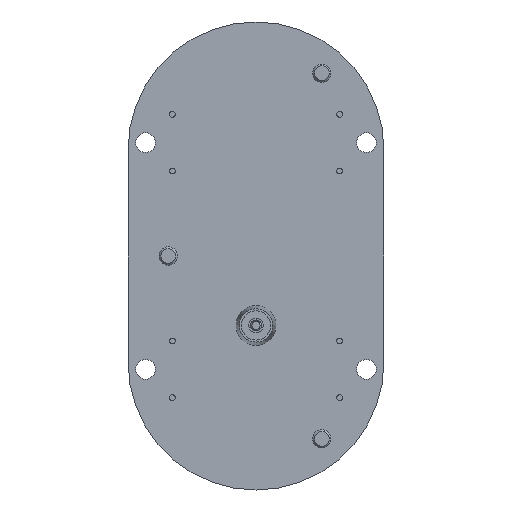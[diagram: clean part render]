
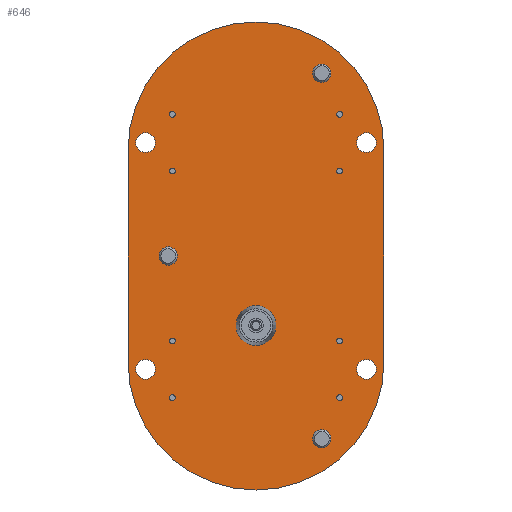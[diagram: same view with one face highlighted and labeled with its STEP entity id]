
A CAD part, front view. The second image highlights one B-rep face of the part: STEP entity #646.
In plain terms, the highlighted planar face has unit normal (0, -1, 0).
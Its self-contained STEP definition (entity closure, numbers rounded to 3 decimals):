
#36=FACE_BOUND('',#168,.T.);
#37=FACE_BOUND('',#169,.T.);
#38=FACE_BOUND('',#170,.T.);
#39=FACE_BOUND('',#171,.T.);
#40=FACE_BOUND('',#172,.T.);
#41=FACE_BOUND('',#173,.T.);
#42=FACE_BOUND('',#174,.T.);
#43=FACE_BOUND('',#175,.T.);
#54=PLANE('',#738);
#111=FACE_OUTER_BOUND('',#167,.T.);
#167=EDGE_LOOP('',(#505,#506,#507,#508));
#168=EDGE_LOOP('',(#509));
#169=EDGE_LOOP('',(#510));
#170=EDGE_LOOP('',(#511));
#171=EDGE_LOOP('',(#512));
#172=EDGE_LOOP('',(#513));
#173=EDGE_LOOP('',(#514));
#174=EDGE_LOOP('',(#515));
#175=EDGE_LOOP('',(#516));
#232=LINE('',#1108,#264);
#233=LINE('',#1111,#265);
#264=VECTOR('',#880,10.);
#265=VECTOR('',#883,10.);
#290=CIRCLE('',#717,1.25);
#293=CIRCLE('',#723,1.25);
#296=CIRCLE('',#729,1.25);
#300=CIRCLE('',#736,2.724);
#301=CIRCLE('',#739,17.5);
#302=CIRCLE('',#740,17.5);
#303=CIRCLE('',#741,1.35);
#304=CIRCLE('',#742,1.35);
#305=CIRCLE('',#743,1.35);
#306=CIRCLE('',#744,1.35);
#338=VERTEX_POINT('',#1064);
#341=VERTEX_POINT('',#1075);
#344=VERTEX_POINT('',#1086);
#348=VERTEX_POINT('',#1099);
#349=VERTEX_POINT('',#1104);
#350=VERTEX_POINT('',#1105);
#351=VERTEX_POINT('',#1107);
#352=VERTEX_POINT('',#1109);
#353=VERTEX_POINT('',#1112);
#354=VERTEX_POINT('',#1114);
#355=VERTEX_POINT('',#1116);
#356=VERTEX_POINT('',#1118);
#392=EDGE_CURVE('',#338,#338,#290,.T.);
#397=EDGE_CURVE('',#341,#341,#293,.T.);
#402=EDGE_CURVE('',#344,#344,#296,.T.);
#408=EDGE_CURVE('',#348,#348,#300,.T.);
#409=EDGE_CURVE('',#349,#350,#301,.T.);
#410=EDGE_CURVE('',#349,#351,#232,.T.);
#411=EDGE_CURVE('',#352,#351,#302,.T.);
#412=EDGE_CURVE('',#352,#350,#233,.T.);
#413=EDGE_CURVE('',#353,#353,#303,.T.);
#414=EDGE_CURVE('',#354,#354,#304,.T.);
#415=EDGE_CURVE('',#355,#355,#305,.T.);
#416=EDGE_CURVE('',#356,#356,#306,.T.);
#505=ORIENTED_EDGE('',*,*,#409,.F.);
#506=ORIENTED_EDGE('',*,*,#410,.T.);
#507=ORIENTED_EDGE('',*,*,#411,.F.);
#508=ORIENTED_EDGE('',*,*,#412,.T.);
#509=ORIENTED_EDGE('',*,*,#413,.F.);
#510=ORIENTED_EDGE('',*,*,#414,.F.);
#511=ORIENTED_EDGE('',*,*,#415,.F.);
#512=ORIENTED_EDGE('',*,*,#416,.F.);
#513=ORIENTED_EDGE('',*,*,#402,.T.);
#514=ORIENTED_EDGE('',*,*,#392,.T.);
#515=ORIENTED_EDGE('',*,*,#397,.T.);
#516=ORIENTED_EDGE('',*,*,#408,.T.);
#646=ADVANCED_FACE('',(#111,#36,#37,#38,#39,#40,#41,#42,#43),#54,.F.);
#717=AXIS2_PLACEMENT_3D('',#1066,#828,#829);
#723=AXIS2_PLACEMENT_3D('',#1077,#842,#843);
#729=AXIS2_PLACEMENT_3D('',#1088,#856,#857);
#736=AXIS2_PLACEMENT_3D('',#1101,#872,#873);
#738=AXIS2_PLACEMENT_3D('',#1103,#876,#877);
#739=AXIS2_PLACEMENT_3D('',#1106,#878,#879);
#740=AXIS2_PLACEMENT_3D('',#1110,#881,#882);
#741=AXIS2_PLACEMENT_3D('',#1113,#884,#885);
#742=AXIS2_PLACEMENT_3D('',#1115,#886,#887);
#743=AXIS2_PLACEMENT_3D('',#1117,#888,#889);
#744=AXIS2_PLACEMENT_3D('',#1119,#890,#891);
#828=DIRECTION('center_axis',(0.,1.,0.));
#829=DIRECTION('ref_axis',(1.,0.,0.));
#842=DIRECTION('center_axis',(0.,1.,0.));
#843=DIRECTION('ref_axis',(1.,0.,0.));
#856=DIRECTION('center_axis',(0.,1.,0.));
#857=DIRECTION('ref_axis',(1.,0.,0.));
#872=DIRECTION('center_axis',(0.,1.,0.));
#873=DIRECTION('ref_axis',(1.,0.,0.));
#876=DIRECTION('center_axis',(0.,1.,0.));
#877=DIRECTION('ref_axis',(1.,0.,0.));
#878=DIRECTION('center_axis',(0.,1.,0.));
#879=DIRECTION('ref_axis',(1.,0.,0.));
#880=DIRECTION('',(0.,0.,1.));
#881=DIRECTION('center_axis',(0.,1.,0.));
#882=DIRECTION('ref_axis',(-1.,0.,0.));
#883=DIRECTION('',(0.,0.,-1.));
#884=DIRECTION('center_axis',(0.,-1.,0.));
#885=DIRECTION('ref_axis',(1.,0.,0.));
#886=DIRECTION('center_axis',(0.,-1.,0.));
#887=DIRECTION('ref_axis',(1.,0.,0.));
#888=DIRECTION('center_axis',(0.,-1.,0.));
#889=DIRECTION('ref_axis',(1.,0.,0.));
#890=DIRECTION('center_axis',(0.,-1.,0.));
#891=DIRECTION('ref_axis',(1.,0.,0.));
#1064=CARTESIAN_POINT('',(-3.68,0.,-5.62));
#1066=CARTESIAN_POINT('Origin',(-2.43,0.,-5.62));
#1075=CARTESIAN_POINT('',(-24.68,0.,19.38));
#1077=CARTESIAN_POINT('Origin',(-23.43,0.,19.38));
#1086=CARTESIAN_POINT('',(-3.68,0.,44.38));
#1088=CARTESIAN_POINT('Origin',(-2.43,0.,44.38));
#1099=CARTESIAN_POINT('',(-14.154,0.,9.88));
#1101=CARTESIAN_POINT('Origin',(-11.43,0.,9.88));
#1103=CARTESIAN_POINT('Origin',(-11.43,0.,19.38));
#1104=CARTESIAN_POINT('',(6.07,0.,4.88));
#1105=CARTESIAN_POINT('',(-28.93,0.,4.88));
#1106=CARTESIAN_POINT('Origin',(-11.43,0.,4.88));
#1107=CARTESIAN_POINT('',(6.07,0.,33.88));
#1108=CARTESIAN_POINT('',(6.07,0.,4.88));
#1109=CARTESIAN_POINT('',(-28.93,0.,33.88));
#1110=CARTESIAN_POINT('Origin',(-11.43,0.,33.88));
#1111=CARTESIAN_POINT('',(-28.93,0.,33.88));
#1112=CARTESIAN_POINT('',(-27.88,0.,3.88));
#1113=CARTESIAN_POINT('Origin',(-26.53,0.,3.88));
#1114=CARTESIAN_POINT('',(2.32,0.,34.88));
#1115=CARTESIAN_POINT('Origin',(3.67,0.,34.88));
#1116=CARTESIAN_POINT('',(-27.88,0.,34.88));
#1117=CARTESIAN_POINT('Origin',(-26.53,0.,34.88));
#1118=CARTESIAN_POINT('',(2.32,0.,3.88));
#1119=CARTESIAN_POINT('Origin',(3.67,0.,3.88));
